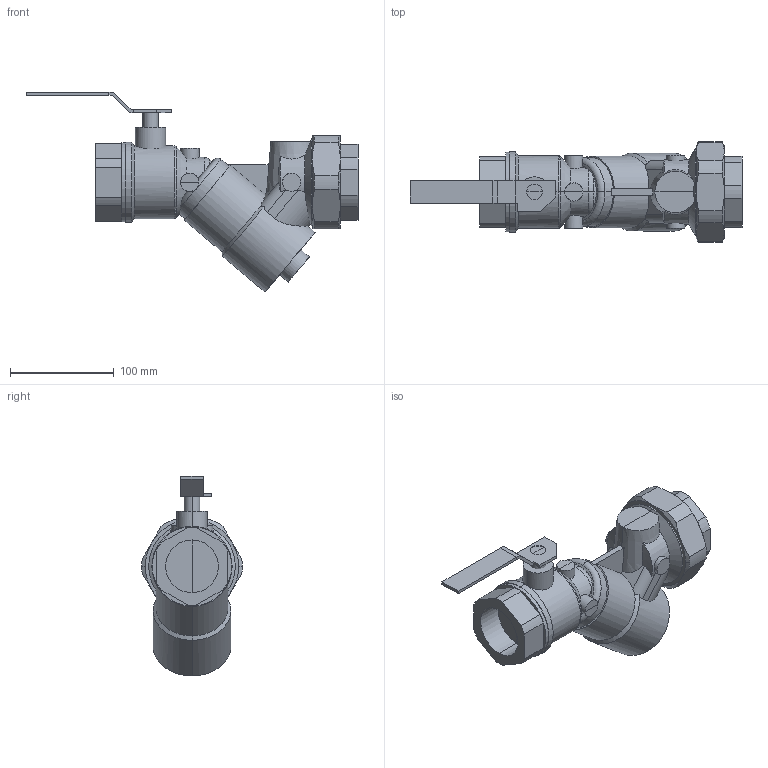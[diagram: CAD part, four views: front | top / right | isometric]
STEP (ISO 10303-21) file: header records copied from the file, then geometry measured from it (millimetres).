
FILE_DESCRIPTION(/* description */ (''),/* implementation_level */ '2;1');
FILE_NAME(/* name */ '121191.stp',/* time_stamp */ '2016-07-27T09:04:14+02:00',/* author */ ('UFFTEC'),/* organization */ (''),/* preprocessor_version */ 'ST-DEVELOPER v15.2',/* originating_system */ 'Autodesk Inventor 2014',/* authorisation */ '');
FILE_SCHEMA (('AUTOMOTIVE_DESIGN { 1 0 10303 214 3 1 1 }'));
Length unit declared in the file: millimetre
Products named in the file (7): Parte348; Parte350; Parte352; Parte354; Parte356; Parte358; Assieme14
Bounding box: 320 x 97 x 192.71 mm (x, y, z)
Volume: 1314812.6 mm3; surface area: 135354 mm2
Topology: 6 solids, 6 shells, 187 faces, 463 edges, 290 vertices
Faces by surface type: plane 88, cylinder 63, cone 30, torus 6
Entity records: 6465 total; most frequent: CARTESIAN_POINT 2021, ORIENTED_EDGE 926, DIRECTION 901, EDGE_CURVE 463, AXIS2_PLACEMENT_3D 344, VERTEX_POINT 290, LINE 213, VECTOR 213
